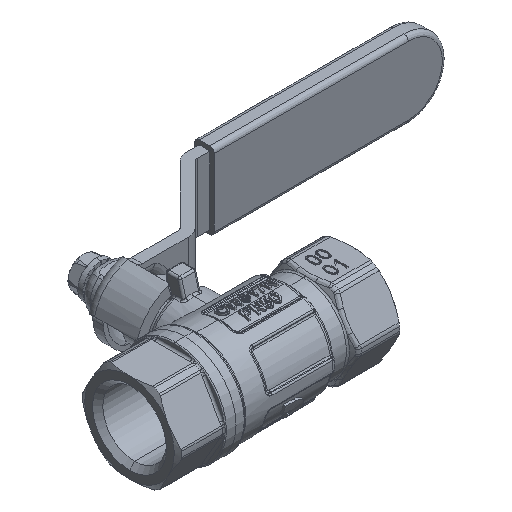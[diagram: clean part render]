
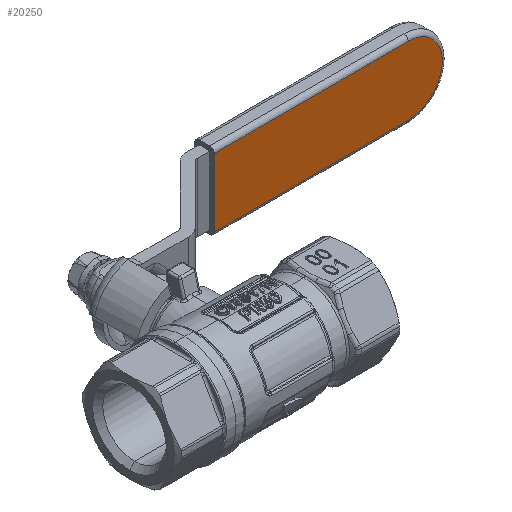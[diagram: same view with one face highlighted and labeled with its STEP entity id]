
A CAD part, isometric view. The second image highlights one B-rep face of the part: STEP entity #20250.
In plain terms, the highlighted planar face has unit normal (0, -1, 0).
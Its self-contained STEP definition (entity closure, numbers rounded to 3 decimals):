
#2727 = CARTESIAN_POINT ( 'NONE',  ( 83.794, 37.8, -4.221 ) ) ;
#2889 = CARTESIAN_POINT ( 'NONE',  ( 84.481, 37.8, 2.822 ) ) ;
#3058 = CARTESIAN_POINT ( 'NONE',  ( 79.07, 37.8, 7.732 ) ) ;
#6058 = CARTESIAN_POINT ( 'NONE',  ( 33.45, 37.8, -8. ) ) ;
#6616 = CARTESIAN_POINT ( 'NONE',  ( 78.057, 37.8, -7.947 ) ) ;
#6721 = VERTEX_POINT ( 'NONE', #23049 ) ;
#6788 = CARTESIAN_POINT ( 'NONE',  ( 84.173, 37.8, -3.534 ) ) ;
#6955 = CARTESIAN_POINT ( 'NONE',  ( 83.936, 37.8, 4.008 ) ) ;
#7152 = CARTESIAN_POINT ( 'NONE',  ( 78.048, 37.8, 7.948 ) ) ;
#10106 = CARTESIAN_POINT ( 'NONE',  ( 38.783, 37.8, -8. ) ) ;
#10166 = CARTESIAN_POINT ( 'NONE',  ( 77., 37.8, -8. ) ) ;
#10249 = B_SPLINE_CURVE_WITH_KNOTS ( 'NONE', 3,
 ( #30401, #26253, #30233, #34430, #10359, #38451, #14425 ),
 .UNSPECIFIED., .F., .F.,
 ( 4, 3, 4 ),
 ( 0., 0.016, 0.046 ),
 .UNSPECIFIED. ) ;
#10359 = CARTESIAN_POINT ( 'NONE',  ( 51.139, 37.8, 8. ) ) ;
#10667 = CARTESIAN_POINT ( 'NONE',  ( 79.582, 37.8, -7.59 ) ) ;
#10849 = CARTESIAN_POINT ( 'NONE',  ( 84.586, 37.8, -2.566 ) ) ;
#11026 = CARTESIAN_POINT ( 'NONE',  ( 83.024, 37.8, 5.29 ) ) ;
#11202 = CARTESIAN_POINT ( 'NONE',  ( 77., 37.8, 8. ) ) ;
#12095 = EDGE_LOOP ( 'NONE', ( #44889, #26701, #25344, #50755 ) ) ;
#12107 = EDGE_CURVE ( 'NONE', #6721, #38991, #50382, .T. ) ;
#13429 = CARTESIAN_POINT ( 'NONE',  ( 77., 37.8, 0. ) ) ;
#14205 = CARTESIAN_POINT ( 'NONE',  ( 53.3, 37.8, -8. ) ) ;
#14425 = CARTESIAN_POINT ( 'NONE',  ( 31.45, 37.8, 8. ) ) ;
#14751 = CARTESIAN_POINT ( 'NONE',  ( 80.547, 37.8, -7.175 ) ) ;
#14921 = CARTESIAN_POINT ( 'NONE',  ( 84.946, 37.8, -1.043 ) ) ;
#15082 = CARTESIAN_POINT ( 'NONE',  ( 82.278, 37.8, 6.018 ) ) ;
#15812 = EDGE_CURVE ( 'NONE', #36170, #25115, #10249, .T. ) ;
#18238 = CARTESIAN_POINT ( 'NONE',  ( 77., 37.8, -8. ) ) ;
#18801 = CARTESIAN_POINT ( 'NONE',  ( 81.234, 37.8, -6.792 ) ) ;
#18970 = CARTESIAN_POINT ( 'NONE',  ( 84.999, 37.8, 0.53 ) ) ;
#19143 = CARTESIAN_POINT ( 'NONE',  ( 81.659, 37.8, 6.508 ) ) ;
#20250 = ADVANCED_FACE ( 'NONE', ( #51676 ), #41439, .T. ) ;
#21536 = DIRECTION ( 'NONE',  ( 0., 0., -1. ) ) ;
#22138 = CARTESIAN_POINT ( 'NONE',  ( 32.117, 37.8, -8. ) ) ;
#22865 = CARTESIAN_POINT ( 'NONE',  ( 82.288, 37.8, -6.026 ) ) ;
#22924 = EDGE_CURVE ( 'NONE', #6721, #25115, #47183, .T. ) ;
#23041 = CARTESIAN_POINT ( 'NONE',  ( 84.789, 37.8, 1.818 ) ) ;
#23049 = CARTESIAN_POINT ( 'NONE',  ( 31.45, 37.8, -8. ) ) ;
#23219 = CARTESIAN_POINT ( 'NONE',  ( 80.547, 37.8, 7.19 ) ) ;
#24164 = CARTESIAN_POINT ( 'NONE',  ( 31.45, 37.8, 0. ) ) ;
#25115 = VERTEX_POINT ( 'NONE', #40432 ) ;
#25344 = ORIENTED_EDGE ( 'NONE', *, *, #29266, .T. ) ;
#26188 = CARTESIAN_POINT ( 'NONE',  ( 31.45, 37.8, -8. ) ) ;
#26253 = CARTESIAN_POINT ( 'NONE',  ( 71.661, 37.8, 8. ) ) ;
#26701 = ORIENTED_EDGE ( 'NONE', *, *, #12107, .T. ) ;
#26727 = CARTESIAN_POINT ( 'NONE',  ( 77., 37.8, -8. ) ) ;
#26889 = CARTESIAN_POINT ( 'NONE',  ( 83.363, 37.8, -4.872 ) ) ;
#27056 = CARTESIAN_POINT ( 'NONE',  ( 84.569, 37.8, 2.576 ) ) ;
#27228 = CARTESIAN_POINT ( 'NONE',  ( 79.573, 37.8, 7.579 ) ) ;
#29266 = EDGE_CURVE ( 'NONE', #38991, #36170, #45559, .T. ) ;
#29719 = VECTOR ( 'NONE', #40541, 1000. ) ;
#30161 = CARTESIAN_POINT ( 'NONE',  ( 32.783, 37.8, -8. ) ) ;
#30233 = CARTESIAN_POINT ( 'NONE',  ( 66.323, 37.8, 8. ) ) ;
#30401 = CARTESIAN_POINT ( 'NONE',  ( 77., 37.8, 8. ) ) ;
#30708 = CARTESIAN_POINT ( 'NONE',  ( 77.528, 37.8, -8. ) ) ;
#30876 = CARTESIAN_POINT ( 'NONE',  ( 83.927, 37.8, -3.996 ) ) ;
#31060 = CARTESIAN_POINT ( 'NONE',  ( 84.181, 37.8, 3.544 ) ) ;
#31233 = CARTESIAN_POINT ( 'NONE',  ( 78.816, 37.8, 7.796 ) ) ;
#34195 = CARTESIAN_POINT ( 'NONE',  ( 36.117, 37.8, -8. ) ) ;
#34277 = AXIS2_PLACEMENT_3D ( 'NONE', #13429, #45469, #21536 ) ;
#34430 = CARTESIAN_POINT ( 'NONE',  ( 60.984, 37.8, 8. ) ) ;
#34748 = CARTESIAN_POINT ( 'NONE',  ( 79.084, 37.8, -7.742 ) ) ;
#34919 = CARTESIAN_POINT ( 'NONE',  ( 84.285, 37.8, -3.294 ) ) ;
#35090 = CARTESIAN_POINT ( 'NONE',  ( 83.353, 37.8, 4.886 ) ) ;
#35252 = CARTESIAN_POINT ( 'NONE',  ( 77.528, 37.8, 8. ) ) ;
#36170 = VERTEX_POINT ( 'NONE', #38502 ) ;
#38215 = CARTESIAN_POINT ( 'NONE',  ( 41.45, 37.8, -8. ) ) ;
#38451 = CARTESIAN_POINT ( 'NONE',  ( 41.295, 37.8, 8. ) ) ;
#38502 = CARTESIAN_POINT ( 'NONE',  ( 77., 37.8, 8. ) ) ;
#38764 = CARTESIAN_POINT ( 'NONE',  ( 80.307, 37.8, -7.289 ) ) ;
#38924 = CARTESIAN_POINT ( 'NONE',  ( 84.739, 37.8, -2.067 ) ) ;
#38991 = VERTEX_POINT ( 'NONE', #10166 ) ;
#39104 = CARTESIAN_POINT ( 'NONE',  ( 82.471, 37.8, 5.842 ) ) ;
#40432 = CARTESIAN_POINT ( 'NONE',  ( 31.45, 37.8, 8. ) ) ;
#40541 = DIRECTION ( 'NONE',  ( 0., 0., 1. ) ) ;
#41439 = PLANE ( 'NONE',  #34277 ) ;
#42194 = CARTESIAN_POINT ( 'NONE',  ( 65.15, 37.8, -8. ) ) ;
#42735 = CARTESIAN_POINT ( 'NONE',  ( 81.01, 37.8, -6.927 ) ) ;
#42917 = CARTESIAN_POINT ( 'NONE',  ( 85.001, 37.8, -0.513 ) ) ;
#43086 = CARTESIAN_POINT ( 'NONE',  ( 81.871, 37.8, 6.351 ) ) ;
#44889 = ORIENTED_EDGE ( 'NONE', *, *, #22924, .F. ) ;
#45469 = DIRECTION ( 'NONE',  ( 0., -1., 0. ) ) ;
#45559 = B_SPLINE_CURVE_WITH_KNOTS ( 'NONE', 3,
 ( #26727, #30708, #6616, #34748, #10667, #38764, #14751, #42735, #18801, #46762, #22865, #50716, #26889, #2727, #30876, #6788, #34919, #10849, #38924, #14921, #42917, #18970, #46917, #23041, #50890, #27056, #2889, #31060, #6955, #35090, #11026, #39104, #15082, #43086, #19143, #47088, #23219, #51063, #27228, #3058, #31233, #7152, #35252, #11202 ),
 .UNSPECIFIED., .F., .F.,
 ( 4, 2, 2, 2, 2, 2, 2, 2, 2, 2, 2, 2, 2, 2, 2, 2, 2, 2, 2, 2, 2, 4 ),
 ( 0., 0.002, 0.003, 0.004, 0.005, 0.006, 0.008, 0.009, 0.009, 0.011, 0.013, 0.014, 0.015, 0.016, 0.017, 0.019, 0.02, 0.021, 0.022, 0.023, 0.024, 0.025 ),
 .UNSPECIFIED. ) ;
#46762 = CARTESIAN_POINT ( 'NONE',  ( 81.884, 37.8, -6.357 ) ) ;
#46917 = CARTESIAN_POINT ( 'NONE',  ( 84.946, 37.8, 1.047 ) ) ;
#47088 = CARTESIAN_POINT ( 'NONE',  ( 81.006, 37.8, 6.944 ) ) ;
#47183 = LINE ( 'NONE', #24164, #29719 ) ;
#50382 = B_SPLINE_CURVE_WITH_KNOTS ( 'NONE', 3,
 ( #26188, #22138, #30161, #6058, #34195, #10106, #38215, #14205, #42194, #18238 ),
 .UNSPECIFIED., .F., .F.,
 ( 4, 3, 3, 4 ),
 ( 0., 0.002, 0.01, 0.046 ),
 .UNSPECIFIED. ) ;
#50716 = CARTESIAN_POINT ( 'NONE',  ( 83.033, 37.8, -5.28 ) ) ;
#50755 = ORIENTED_EDGE ( 'NONE', *, *, #15812, .T. ) ;
#50890 = CARTESIAN_POINT ( 'NONE',  ( 84.723, 37.8, 2.075 ) ) ;
#51063 = CARTESIAN_POINT ( 'NONE',  ( 79.822, 37.8, 7.49 ) ) ;
#51676 = FACE_OUTER_BOUND ( 'NONE', #12095, .T. ) ;
